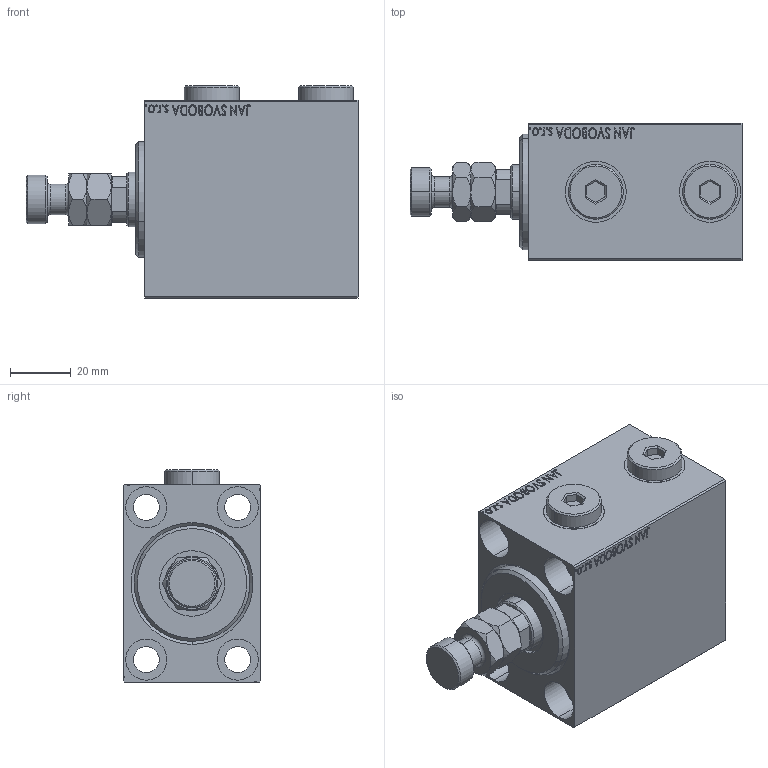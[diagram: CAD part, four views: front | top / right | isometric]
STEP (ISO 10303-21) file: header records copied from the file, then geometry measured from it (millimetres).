
FILE_DESCRIPTION (( 'STEP AP203' ), '1' );
FILE_NAME ('4975.STEP', '2024-02-11T11:52:01', ( '' ), ( '' ), 'SwSTEP 2.0', 'SolidWorks 2019', '' );
FILE_SCHEMA (( 'CONFIG_CONTROL_DESIGN' ));
Length unit declared in the file: millimetre
Products named in the file (6): V450CM_C_VCP dd786678e172858020ebd84ecadc30c7; MFA dd786678e172858020ebd84ecadc30c7; V450CM_VC_B dd786678e172858020ebd84ecadc30c7; 4975; V450CM_C_Body dd786678e172858020ebd84ecadc30c7; Zatka_OIL_PORT dd786678e172858020ebd84ecadc30c7
Assembly tree (6 placements, depth 2):
  4975
    V450CM_C_Body dd786678e172858020ebd84ecadc30c7
    V450CM_C_VCP dd786678e172858020ebd84ecadc30c7
    V450CM_VC_B dd786678e172858020ebd84ecadc30c7
    MFA dd786678e172858020ebd84ecadc30c7
    Zatka_OIL_PORT dd786678e172858020ebd84ecadc30c7  x2
Bounding box: 109 x 45 x 69.9 mm (x, y, z)
Volume: 182059.6 mm3; surface area: 51099 mm2
Topology: 6 solids, 6 shells, 968 faces, 2434 edges, 1595 vertices
Faces by surface type: plane 458, bspline 380, cylinder 80, cone 46, torus 4
Entity records: 46882 total; most frequent: CARTESIAN_POINT 25957, ORIENTED_EDGE 4784, DIRECTION 2920, EDGE_CURVE 2392, VERTEX_POINT 1571, VECTOR 1372, LINE 1372, EDGE_LOOP 1085
